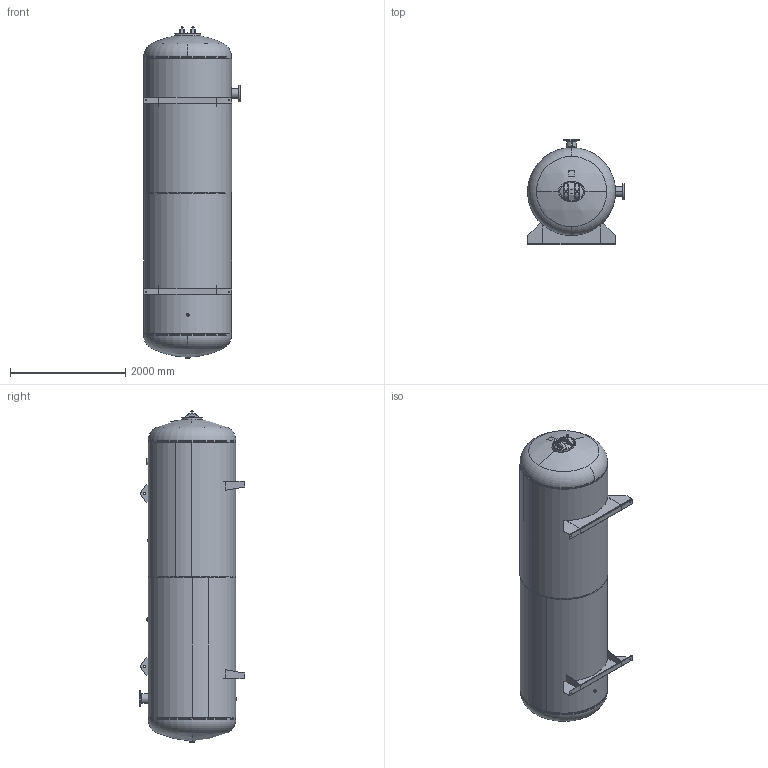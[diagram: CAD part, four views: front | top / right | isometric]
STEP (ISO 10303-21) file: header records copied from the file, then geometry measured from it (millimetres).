
FILE_DESCRIPTION (( 'STEP AP203' ), '1' );
FILE_NAME ('302500.STEP', '2012-03-06T13:48:14', ( '' ), ( '' ), 'SwSTEP 2.0', 'SolidWorks 2011', '' );
FILE_SCHEMA (( 'CONFIG_CONTROL_DESIGN' ));
Length unit declared in the file: inch
Products named in the file (1): 302500
Bounding box: 1676.4 x 1828.8 x 5759.35 mm (x, y, z)
Surface area: 43046837.5 mm2 (no closed solid volume)
Topology: 0 solids, 40 shells, 288 faces, 892 edges, 635 vertices
Faces by surface type: cylinder 122, plane 107, torus 42, bspline 13, sphere 4
Entity records: 15028 total; most frequent: CARTESIAN_POINT 7100, DIRECTION 1696, ORIENTED_EDGE 1398, EDGE_CURVE 892, AXIS2_PLACEMENT_3D 652, VERTEX_POINT 635, VECTOR 392, LINE 392
